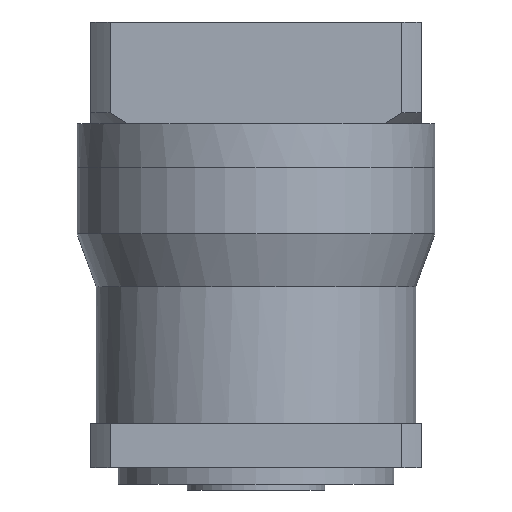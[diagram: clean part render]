
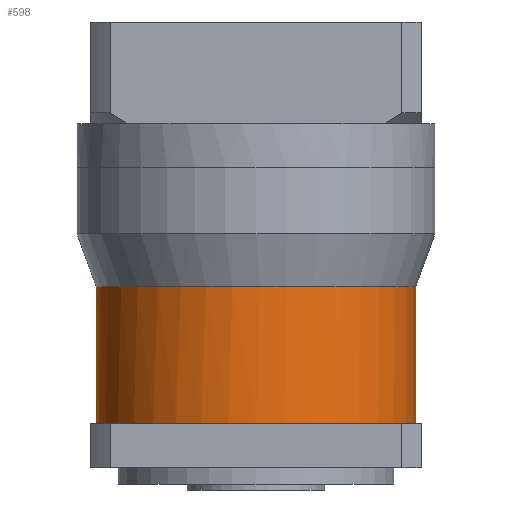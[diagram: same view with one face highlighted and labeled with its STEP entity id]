
A CAD part, front view. The second image highlights one B-rep face of the part: STEP entity #598.
In plain terms, the highlighted cylindrical face has radius 29 mm (diameter 58 mm), a partial arc.
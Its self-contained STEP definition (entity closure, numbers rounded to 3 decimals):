
#312 = ORIENTED_EDGE ( 'NONE', *, *, #694, .T. ) ;
#320 = CARTESIAN_POINT ( 'NONE',  ( -29., 0., -54.5 ) ) ;
#349 = CARTESIAN_POINT ( 'NONE',  ( 12.851, -26.066, -29.62 ) ) ;
#410 = CYLINDRICAL_SURFACE ( 'NONE', #2830, 29. ) ;
#583 = VERTEX_POINT ( 'NONE', #2915 ) ;
#598 = ADVANCED_FACE ( 'NONE', ( #4966 ), #410, .T. ) ;
#608 = EDGE_CURVE ( 'NONE', #974, #4990, #5810, .T. ) ;
#694 = EDGE_CURVE ( 'NONE', #1314, #583, #3845, .T. ) ;
#705 = CARTESIAN_POINT ( 'NONE',  ( 29., 0., -54.5 ) ) ;
#841 = CARTESIAN_POINT ( 'NONE',  ( 9.344, -27.519, -29.62 ) ) ;
#850 = CARTESIAN_POINT ( 'NONE',  ( -28.999, 0., -29.62 ) ) ;
#974 = VERTEX_POINT ( 'NONE', #320 ) ;
#1010 = DIRECTION ( 'NONE',  ( 0., 0., 1. ) ) ;
#1156 = CARTESIAN_POINT ( 'NONE',  ( 29., 0., -62.5 ) ) ;
#1314 = VERTEX_POINT ( 'NONE', #705 ) ;
#1354 = CARTESIAN_POINT ( 'NONE',  ( 7.519, -28.072, -29.62 ) ) ;
#1477 = EDGE_LOOP ( 'NONE', ( #5163, #6121, #312, #2802 ) ) ;
#1503 = CIRCLE ( 'NONE', #4676, 29. ) ;
#1886 = CARTESIAN_POINT ( 'NONE',  ( 28.999, 0., -29.62 ) ) ;
#1945 = EDGE_CURVE ( 'NONE', #1314, #974, #1503, .T. ) ;
#2106 = EDGE_CURVE ( 'NONE', #583, #4990, #3260, .T. ) ;
#2280 = DIRECTION ( 'NONE',  ( 0., 0., 1. ) ) ;
#2330 = CARTESIAN_POINT ( 'NONE',  ( -29., 0., -62.5 ) ) ;
#2355 = CARTESIAN_POINT ( 'NONE',  ( 29., -1.898, -29.62 ) ) ;
#2461 = DIRECTION ( 'NONE',  ( 1., 0., 0. ) ) ;
#2480 = VECTOR ( 'NONE', #1010, 1000. ) ;
#2741 = DIRECTION ( 'NONE',  ( 0., 0., 1. ) ) ;
#2778 = CARTESIAN_POINT ( 'NONE',  ( 0., 0., -54.5 ) ) ;
#2802 = ORIENTED_EDGE ( 'NONE', *, *, #2106, .T. ) ;
#2830 = AXIS2_PLACEMENT_3D ( 'NONE', #2832, #2741, #2461 ) ;
#2832 = CARTESIAN_POINT ( 'NONE',  ( 0., 0., -62.5 ) ) ;
#2915 = CARTESIAN_POINT ( 'NONE',  ( 28.999, 0., -29.62 ) ) ;
#2929 = CARTESIAN_POINT ( 'NONE',  ( -9.344, -27.519, -29.62 ) ) ;
#3124 = VECTOR ( 'NONE', #2280, 1000. ) ;
#3260 = B_SPLINE_CURVE_WITH_KNOTS ( 'NONE', 3,
 ( #1886, #2355, #4938, #4987, #5407, #5441, #5907, #5946, #5973, #6385, #6402, #6430, #349, #841, #1354, #3438, #4462, #4954, #4502, #5464, #2929, #5489, #4267, #5236, #6539, #4098, #6164, #5958, #6027, #6102, #5498, #5478, #6044, #6550 ),
 .UNSPECIFIED., .F., .F.,
 ( 4, 2, 2, 2, 2, 2, 2, 2, 2, 2, 2, 2, 2, 2, 2, 2, 4 ),
 ( 0.5, 0.531, 0.563, 0.594, 0.625, 0.656, 0.688, 0.719, 0.75, 0.781, 0.813, 0.844, 0.875, 0.906, 0.938, 0.969, 1. ),
 .UNSPECIFIED. ) ;
#3438 = CARTESIAN_POINT ( 'NONE',  ( 3.796, -28.813, -29.62 ) ) ;
#3845 = LINE ( 'NONE', #1156, #2480 ) ;
#4098 = CARTESIAN_POINT ( 'NONE',  ( -21.848, -19.164, -29.62 ) ) ;
#4267 = CARTESIAN_POINT ( 'NONE',  ( -14.533, -25.167, -29.62 ) ) ;
#4462 = CARTESIAN_POINT ( 'NONE',  ( 1.898, -29., -29.62 ) ) ;
#4502 = CARTESIAN_POINT ( 'NONE',  ( -3.796, -28.813, -29.62 ) ) ;
#4676 = AXIS2_PLACEMENT_3D ( 'NONE', #2778, #6300, #5816 ) ;
#4938 = CARTESIAN_POINT ( 'NONE',  ( 28.813, -3.796, -29.62 ) ) ;
#4954 = CARTESIAN_POINT ( 'NONE',  ( -1.898, -29., -29.62 ) ) ;
#4966 = FACE_OUTER_BOUND ( 'NONE', #1477, .T. ) ;
#4987 = CARTESIAN_POINT ( 'NONE',  ( 28.072, -7.519, -29.62 ) ) ;
#4990 = VERTEX_POINT ( 'NONE', #850 ) ;
#5163 = ORIENTED_EDGE ( 'NONE', *, *, #608, .F. ) ;
#5236 = CARTESIAN_POINT ( 'NONE',  ( -17.69, -23.058, -29.62 ) ) ;
#5407 = CARTESIAN_POINT ( 'NONE',  ( 27.519, -9.344, -29.62 ) ) ;
#5441 = CARTESIAN_POINT ( 'NONE',  ( 26.066, -12.851, -29.62 ) ) ;
#5464 = CARTESIAN_POINT ( 'NONE',  ( -7.519, -28.072, -29.62 ) ) ;
#5478 = CARTESIAN_POINT ( 'NONE',  ( -28.813, -3.796, -29.62 ) ) ;
#5489 = CARTESIAN_POINT ( 'NONE',  ( -12.851, -26.066, -29.62 ) ) ;
#5498 = CARTESIAN_POINT ( 'NONE',  ( -28.072, -7.519, -29.62 ) ) ;
#5810 = LINE ( 'NONE', #2330, #3124 ) ;
#5816 = DIRECTION ( 'NONE',  ( -1., 0., 0. ) ) ;
#5907 = CARTESIAN_POINT ( 'NONE',  ( 25.167, -14.533, -29.62 ) ) ;
#5946 = CARTESIAN_POINT ( 'NONE',  ( 23.058, -17.69, -29.62 ) ) ;
#5958 = CARTESIAN_POINT ( 'NONE',  ( -25.167, -14.533, -29.62 ) ) ;
#5973 = CARTESIAN_POINT ( 'NONE',  ( 21.848, -19.164, -29.62 ) ) ;
#6027 = CARTESIAN_POINT ( 'NONE',  ( -26.066, -12.851, -29.62 ) ) ;
#6044 = CARTESIAN_POINT ( 'NONE',  ( -29., -1.898, -29.62 ) ) ;
#6102 = CARTESIAN_POINT ( 'NONE',  ( -27.519, -9.344, -29.62 ) ) ;
#6121 = ORIENTED_EDGE ( 'NONE', *, *, #1945, .F. ) ;
#6164 = CARTESIAN_POINT ( 'NONE',  ( -23.058, -17.69, -29.62 ) ) ;
#6300 = DIRECTION ( 'NONE',  ( 0., 0., -1. ) ) ;
#6385 = CARTESIAN_POINT ( 'NONE',  ( 19.164, -21.848, -29.62 ) ) ;
#6402 = CARTESIAN_POINT ( 'NONE',  ( 17.69, -23.058, -29.62 ) ) ;
#6430 = CARTESIAN_POINT ( 'NONE',  ( 14.533, -25.167, -29.62 ) ) ;
#6539 = CARTESIAN_POINT ( 'NONE',  ( -19.164, -21.848, -29.62 ) ) ;
#6550 = CARTESIAN_POINT ( 'NONE',  ( -28.999, 0., -29.62 ) ) ;
